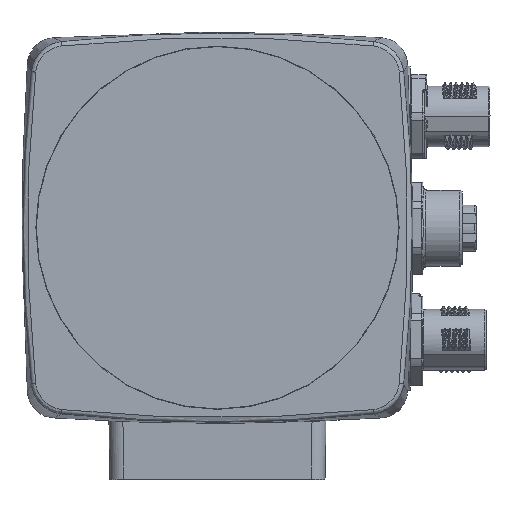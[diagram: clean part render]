
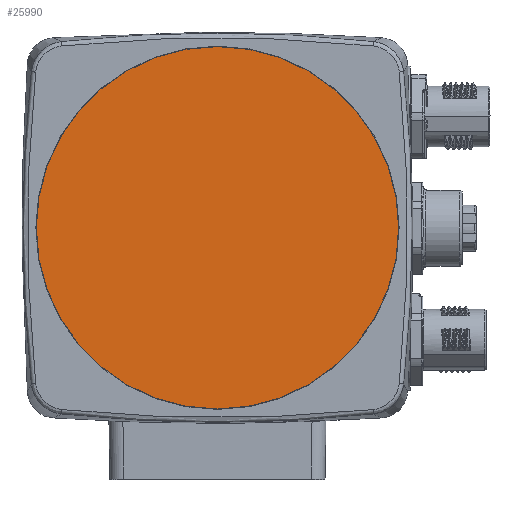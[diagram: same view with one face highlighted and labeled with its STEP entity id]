
A CAD part, top view. The second image highlights one B-rep face of the part: STEP entity #25990.
In plain terms, the highlighted planar face has unit normal (0, 0, 1).
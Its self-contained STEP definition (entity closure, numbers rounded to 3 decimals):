
#3079=CARTESIAN_POINT('',(0.,0.,5.94));
#3080=DIRECTION('',(0.,0.,1.));
#3081=DIRECTION('',(1.,0.,0.));
#3082=AXIS2_PLACEMENT_3D('',#3079,#3080,#3081);
#3084=CARTESIAN_POINT('',(0.,0.,5.94));
#3085=DIRECTION('',(0.,0.,1.));
#3086=DIRECTION('',(-1.,0.,0.));
#3087=AXIS2_PLACEMENT_3D('',#3084,#3085,#3086);
#19398=CARTESIAN_POINT('',(32.45,0.,5.94));
#19399=CARTESIAN_POINT('',(-32.45,0.,5.94));
#19400=VERTEX_POINT('',#19398);
#19401=VERTEX_POINT('',#19399);
#25981=CARTESIAN_POINT('',(0.,0.,5.94));
#25982=DIRECTION('',(0.,0.,1.));
#25983=DIRECTION('',(1.,0.,0.));
#25984=AXIS2_PLACEMENT_3D('',#25981,#25982,#25983);
#25985=PLANE('',#25984);
#25986=ORIENTED_EDGE('',*,*,#25947,.F.);
#25987=ORIENTED_EDGE('',*,*,#25968,.F.);
#25988=EDGE_LOOP('',(#25986,#25987));
#25989=FACE_OUTER_BOUND('',#25988,.F.);
#25990=ADVANCED_FACE('',(#25989),#25985,.T.);
#3083=CIRCLE('',#3082,32.45);
#3088=CIRCLE('',#3087,32.45);
#25947=EDGE_CURVE('',#19400,#19401,#3083,.T.);
#25968=EDGE_CURVE('',#19401,#19400,#3088,.T.);
